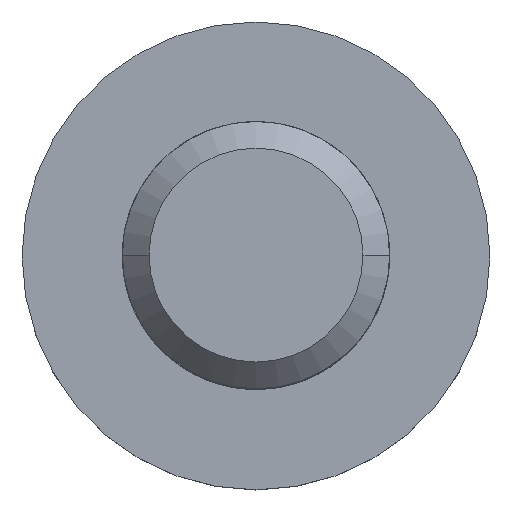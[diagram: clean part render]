
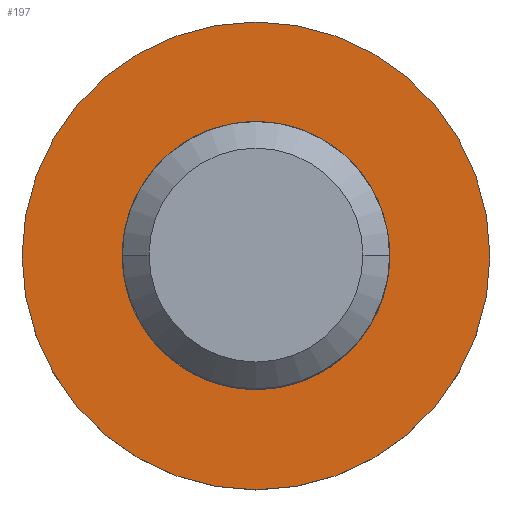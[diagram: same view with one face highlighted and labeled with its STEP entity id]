
A CAD part, top view. The second image highlights one B-rep face of the part: STEP entity #197.
In plain terms, the highlighted planar face has unit normal (0, 0, 1).
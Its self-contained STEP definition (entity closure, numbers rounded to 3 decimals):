
#34=FACE_BOUND('',#281,.T.);
#35=FACE_BOUND('',#282,.T.);
#197=ADVANCED_FACE('',(#34,#35),#221,.T.);
#221=PLANE('',#686);
#281=EDGE_LOOP('',(#380,#381));
#282=EDGE_LOOP('',(#382,#383));
#380=ORIENTED_EDGE('',*,*,#597,.T.);
#381=ORIENTED_EDGE('',*,*,#598,.T.);
#382=ORIENTED_EDGE('',*,*,#596,.F.);
#383=ORIENTED_EDGE('',*,*,#565,.F.);
#499=VERTEX_POINT('',#904);
#500=VERTEX_POINT('',#906);
#521=VERTEX_POINT('',#2614);
#522=VERTEX_POINT('',#2615);
#565=EDGE_CURVE('',#499,#500,#655,.T.);
#596=EDGE_CURVE('',#500,#499,#656,.T.);
#597=EDGE_CURVE('',#521,#522,#657,.T.);
#598=EDGE_CURVE('',#522,#521,#658,.T.);
#655=CIRCLE('',#677,1.);
#656=CIRCLE('',#681,1.);
#657=CIRCLE('',#684,1.75);
#658=CIRCLE('',#685,1.75);
#677=AXIS2_PLACEMENT_3D('',#905,#737,#738);
#681=AXIS2_PLACEMENT_3D('',#2610,#755,#756);
#684=AXIS2_PLACEMENT_3D('',#2613,#761,#762);
#685=AXIS2_PLACEMENT_3D('',#2616,#763,#764);
#686=AXIS2_PLACEMENT_3D('',#2617,#765,#766);
#737=DIRECTION('',(0.,0.,1.));
#738=DIRECTION('',(1.,0.,0.));
#755=DIRECTION('',(0.,0.,1.));
#756=DIRECTION('',(-1.,0.,0.));
#761=DIRECTION('',(0.,0.,1.));
#762=DIRECTION('',(-1.,0.,0.));
#763=DIRECTION('',(0.,0.,1.));
#764=DIRECTION('',(1.,0.,0.));
#765=DIRECTION('',(0.,0.,1.));
#766=DIRECTION('',(-1.,0.,0.));
#904=CARTESIAN_POINT('',(1.,0.,0.));
#905=CARTESIAN_POINT('',(0.,0.,0.));
#906=CARTESIAN_POINT('',(-1.,0.,0.));
#2610=CARTESIAN_POINT('',(0.,0.,0.));
#2613=CARTESIAN_POINT('',(0.,0.,0.));
#2614=CARTESIAN_POINT('',(-1.75,0.,0.));
#2615=CARTESIAN_POINT('',(1.75,0.,0.));
#2616=CARTESIAN_POINT('',(0.,0.,0.));
#2617=CARTESIAN_POINT('',(0.,0.,0.));
